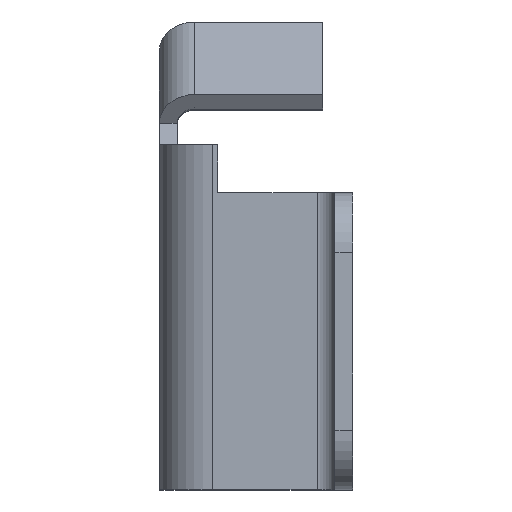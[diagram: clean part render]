
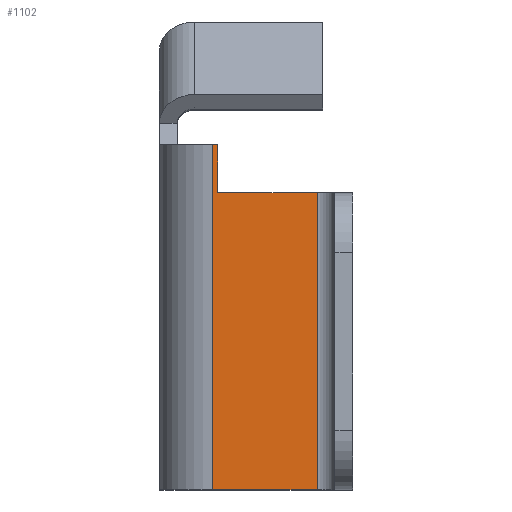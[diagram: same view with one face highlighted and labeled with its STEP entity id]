
A CAD part, left-side view. The second image highlights one B-rep face of the part: STEP entity #1102.
In plain terms, the highlighted planar face has unit normal (-1, 0, 0).
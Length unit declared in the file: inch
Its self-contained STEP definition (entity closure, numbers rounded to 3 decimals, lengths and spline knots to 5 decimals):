
#162 = EDGE_CURVE ( 'NONE', #2858, #515, #313, .T. ) ;
#235 = EDGE_CURVE ( 'NONE', #2373, #2068, #861, .T. ) ;
#291 = VECTOR ( 'NONE', #1677, 39.37008 ) ;
#313 = LINE ( 'NONE', #1220, #2505 ) ;
#408 = VECTOR ( 'NONE', #3166, 39.37008 ) ;
#451 = DIRECTION ( 'NONE',  ( 1., 0., 0. ) ) ;
#465 = CARTESIAN_POINT ( 'NONE',  ( -0.10106, 0.03937, 0.13533 ) ) ;
#515 = VERTEX_POINT ( 'NONE', #2420 ) ;
#729 = LINE ( 'NONE', #1684, #1590 ) ;
#786 = CARTESIAN_POINT ( 'NONE',  ( -0.10106, 0.00591, 0.13533 ) ) ;
#861 = LINE ( 'NONE', #3176, #408 ) ;
#980 = EDGE_CURVE ( 'NONE', #2068, #1656, #729, .T. ) ;
#996 = FACE_OUTER_BOUND ( 'NONE', #3587, .T. ) ;
#1077 = LINE ( 'NONE', #1622, #291 ) ;
#1102 = ADVANCED_FACE ( 'NONE', ( #996 ), #1250, .F. ) ;
#1116 = DIRECTION ( 'NONE',  ( 0., 0., -1. ) ) ;
#1220 = CARTESIAN_POINT ( 'NONE',  ( -0.10106, 0.00591, 0.18307 ) ) ;
#1235 = LINE ( 'NONE', #2236, #1881 ) ;
#1250 = PLANE ( 'NONE',  #3368 ) ;
#1311 = DIRECTION ( 'NONE',  ( 0., 0., -1. ) ) ;
#1341 = ORIENTED_EDGE ( 'NONE', *, *, #2432, .T. ) ;
#1388 = CARTESIAN_POINT ( 'NONE',  ( -0.10106, 0.04118, 0.03533 ) ) ;
#1590 = VECTOR ( 'NONE', #1311, 39.37008 ) ;
#1600 = DIRECTION ( 'NONE',  ( 0., 0., 1. ) ) ;
#1622 = CARTESIAN_POINT ( 'NONE',  ( -0.10106, -0.3937, 0.13533 ) ) ;
#1656 = VERTEX_POINT ( 'NONE', #465 ) ;
#1677 = DIRECTION ( 'NONE',  ( 0., 1., 0. ) ) ;
#1684 = CARTESIAN_POINT ( 'NONE',  ( -0.10106, 0.03937, 0.15147 ) ) ;
#1774 = EDGE_CURVE ( 'NONE', #2195, #2373, #2627, .T. ) ;
#1881 = VECTOR ( 'NONE', #2263, 39.37008 ) ;
#1900 = ORIENTED_EDGE ( 'NONE', *, *, #1774, .F. ) ;
#1979 = ORIENTED_EDGE ( 'NONE', *, *, #235, .F. ) ;
#2061 = EDGE_CURVE ( 'NONE', #515, #2195, #1235, .T. ) ;
#2068 = VERTEX_POINT ( 'NONE', #2247 ) ;
#2195 = VERTEX_POINT ( 'NONE', #1388 ) ;
#2236 = CARTESIAN_POINT ( 'NONE',  ( -0.10106, 0.04118, 0.03533 ) ) ;
#2247 = CARTESIAN_POINT ( 'NONE',  ( -0.10106, 0.03937, 0.15147 ) ) ;
#2263 = DIRECTION ( 'NONE',  ( 0., 1., 0. ) ) ;
#2285 = ORIENTED_EDGE ( 'NONE', *, *, #980, .F. ) ;
#2373 = VERTEX_POINT ( 'NONE', #2398 ) ;
#2398 = CARTESIAN_POINT ( 'NONE',  ( -0.10106, 0.04118, 0.15147 ) ) ;
#2420 = CARTESIAN_POINT ( 'NONE',  ( -0.10106, 0.00591, 0.03533 ) ) ;
#2432 = EDGE_CURVE ( 'NONE', #2858, #1656, #1077, .T. ) ;
#2476 = CARTESIAN_POINT ( 'NONE',  ( -0.10106, 0.04118, 0.18307 ) ) ;
#2505 = VECTOR ( 'NONE', #1116, 39.37008 ) ;
#2538 = VECTOR ( 'NONE', #1600, 39.37008 ) ;
#2627 = LINE ( 'NONE', #2476, #2538 ) ;
#2858 = VERTEX_POINT ( 'NONE', #786 ) ;
#2872 = DIRECTION ( 'NONE',  ( 0., 0., -1. ) ) ;
#3166 = DIRECTION ( 'NONE',  ( 0., -1., 0. ) ) ;
#3176 = CARTESIAN_POINT ( 'NONE',  ( -0.10106, 0.04118, 0.15147 ) ) ;
#3246 = ORIENTED_EDGE ( 'NONE', *, *, #2061, .F. ) ;
#3368 = AXIS2_PLACEMENT_3D ( 'NONE', #3389, #451, #2872 ) ;
#3389 = CARTESIAN_POINT ( 'NONE',  ( -0.10106, 0.04118, 0.18307 ) ) ;
#3410 = ORIENTED_EDGE ( 'NONE', *, *, #162, .F. ) ;
#3587 = EDGE_LOOP ( 'NONE', ( #1341, #2285, #1979, #1900, #3246, #3410 ) ) ;
